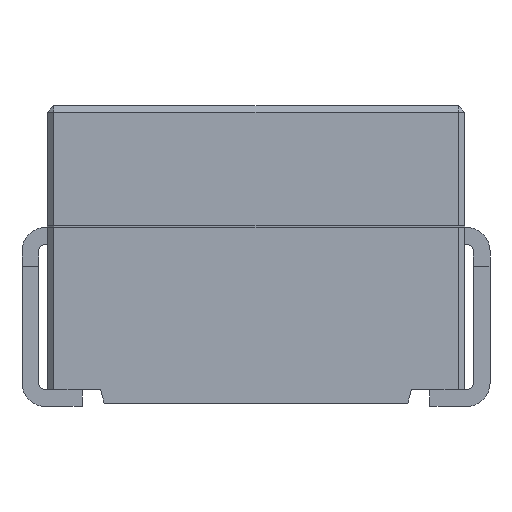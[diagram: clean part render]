
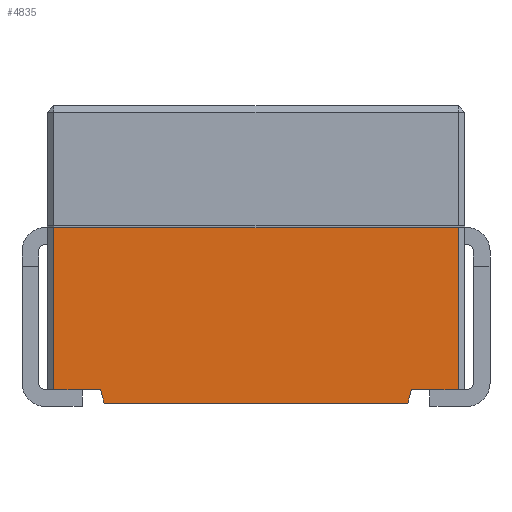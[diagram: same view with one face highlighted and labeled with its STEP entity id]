
A CAD part, front view. The second image highlights one B-rep face of the part: STEP entity #4835.
In plain terms, the highlighted planar face has unit normal (0, -1, 0).
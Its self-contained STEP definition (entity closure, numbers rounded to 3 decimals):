
#4428 = VERTEX_POINT('',#4429);
#4429 = CARTESIAN_POINT('',(4.543,-6.5,0.1));
#4435 = EDGE_CURVE('',#4436,#4428,#4438,.T.);
#4436 = VERTEX_POINT('',#4437);
#4437 = CARTESIAN_POINT('',(-4.543,-6.5,0.1));
#4438 = LINE('',#4439,#4440);
#4439 = CARTESIAN_POINT('',(-6.25,-6.5,0.1));
#4440 = VECTOR('',#4441,1.);
#4441 = DIRECTION('',(1.,0.,0.));
#4460 = VERTEX_POINT('',#4461);
#4461 = CARTESIAN_POINT('',(-6.05,-6.5,0.5));
#4467 = EDGE_CURVE('',#4468,#4460,#4470,.T.);
#4468 = VERTEX_POINT('',#4469);
#4469 = CARTESIAN_POINT('',(-6.05,-6.5,5.35));
#4470 = LINE('',#4471,#4472);
#4471 = CARTESIAN_POINT('',(-6.05,-6.5,0.1));
#4472 = VECTOR('',#4473,1.);
#4473 = DIRECTION('',(0.,0.,-1.));
#4571 = VERTEX_POINT('',#4572);
#4572 = CARTESIAN_POINT('',(6.05,-6.5,0.5));
#4578 = EDGE_CURVE('',#4571,#4579,#4581,.T.);
#4579 = VERTEX_POINT('',#4580);
#4580 = CARTESIAN_POINT('',(4.65,-6.5,0.5));
#4581 = LINE('',#4582,#4583);
#4582 = CARTESIAN_POINT('',(-6.25,-6.5,0.5));
#4583 = VECTOR('',#4584,1.);
#4584 = DIRECTION('',(-1.,0.,0.));
#4607 = EDGE_CURVE('',#4579,#4428,#4608,.T.);
#4608 = LINE('',#4609,#4610);
#4609 = CARTESIAN_POINT('',(3.82,-6.5,-2.598));
#4610 = VECTOR('',#4611,1.);
#4611 = DIRECTION('',(-0.259,0.,
    -0.966));
#4687 = EDGE_CURVE('',#4468,#4688,#4690,.T.);
#4688 = VERTEX_POINT('',#4689);
#4689 = CARTESIAN_POINT('',(6.05,-6.5,5.35));
#4690 = LINE('',#4691,#4692);
#4691 = CARTESIAN_POINT('',(-6.25,-6.5,5.35));
#4692 = VECTOR('',#4693,1.);
#4693 = DIRECTION('',(1.,0.,0.));
#4825 = EDGE_CURVE('',#4571,#4688,#4826,.T.);
#4826 = LINE('',#4827,#4828);
#4827 = CARTESIAN_POINT('',(6.05,-6.5,0.1));
#4828 = VECTOR('',#4829,1.);
#4829 = DIRECTION('',(0.,0.,1.));
#4835 = ADVANCED_FACE('',(#4836),#4858,.T.);
#4836 = FACE_BOUND('',#4837,.T.);
#4837 = EDGE_LOOP('',(#4838,#4839,#4840,#4841,#4842,#4850,#4856,#4857));
#4838 = ORIENTED_EDGE('',*,*,#4578,.F.);
#4839 = ORIENTED_EDGE('',*,*,#4825,.T.);
#4840 = ORIENTED_EDGE('',*,*,#4687,.F.);
#4841 = ORIENTED_EDGE('',*,*,#4467,.T.);
#4842 = ORIENTED_EDGE('',*,*,#4843,.T.);
#4843 = EDGE_CURVE('',#4460,#4844,#4846,.T.);
#4844 = VERTEX_POINT('',#4845);
#4845 = CARTESIAN_POINT('',(-4.65,-6.5,0.5));
#4846 = LINE('',#4847,#4848);
#4847 = CARTESIAN_POINT('',(-6.25,-6.5,0.5));
#4848 = VECTOR('',#4849,1.);
#4849 = DIRECTION('',(1.,0.,0.));
#4850 = ORIENTED_EDGE('',*,*,#4851,.T.);
#4851 = EDGE_CURVE('',#4844,#4436,#4852,.T.);
#4852 = LINE('',#4853,#4854);
#4853 = CARTESIAN_POINT('',(-4.657,-6.5,0.527));
#4854 = VECTOR('',#4855,1.);
#4855 = DIRECTION('',(0.259,0.,-0.966
    ));
#4856 = ORIENTED_EDGE('',*,*,#4435,.T.);
#4857 = ORIENTED_EDGE('',*,*,#4607,.F.);
#4858 = PLANE('',#4859);
#4859 = AXIS2_PLACEMENT_3D('',#4860,#4861,#4862);
#4860 = CARTESIAN_POINT('',(-6.25,-6.5,0.1));
#4861 = DIRECTION('',(0.,-1.,0.));
#4862 = DIRECTION('',(1.,0.,0.));
